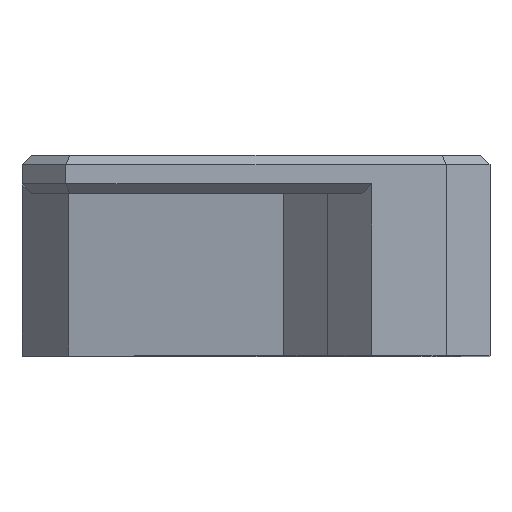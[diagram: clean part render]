
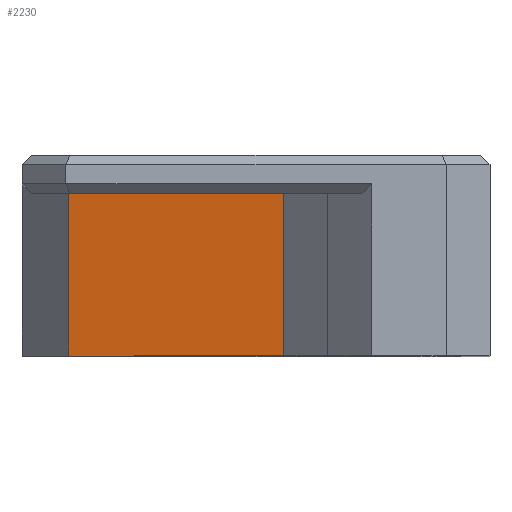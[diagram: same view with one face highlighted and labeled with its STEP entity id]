
A CAD part, top view. The second image highlights one B-rep face of the part: STEP entity #2230.
In plain terms, the highlighted planar face has unit normal (-0.179, 0, 0.984).
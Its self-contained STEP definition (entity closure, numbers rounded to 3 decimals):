
#211=FACE_OUTER_BOUND('',#336,.T.);
#336=EDGE_LOOP('',(#1838,#1839,#1840,#1841));
#578=LINE('',#3740,#828);
#580=LINE('',#3744,#830);
#581=LINE('',#3746,#831);
#582=LINE('',#3747,#832);
#828=VECTOR('',#2755,10.);
#830=VECTOR('',#2759,10.);
#831=VECTOR('',#2760,10.);
#832=VECTOR('',#2761,10.);
#1047=VERTEX_POINT('',#3737);
#1048=VERTEX_POINT('',#3739);
#1049=VERTEX_POINT('',#3743);
#1050=VERTEX_POINT('',#3745);
#1336=EDGE_CURVE('',#1047,#1048,#578,.T.);
#1338=EDGE_CURVE('',#1049,#1047,#580,.T.);
#1339=EDGE_CURVE('',#1050,#1049,#581,.T.);
#1340=EDGE_CURVE('',#1050,#1048,#582,.T.);
#1838=ORIENTED_EDGE('',*,*,#1336,.F.);
#1839=ORIENTED_EDGE('',*,*,#1338,.F.);
#1840=ORIENTED_EDGE('',*,*,#1339,.F.);
#1841=ORIENTED_EDGE('',*,*,#1340,.T.);
#2117=PLANE('',#2354);
#2230=ADVANCED_FACE('',(#211),#2117,.F.);
#2354=AXIS2_PLACEMENT_3D('',#3742,#2757,#2758);
#2755=DIRECTION('',(0.,1.,0.));
#2757=DIRECTION('center_axis',(0.179,0.,-0.984));
#2758=DIRECTION('ref_axis',(-0.984,0.,-0.179));
#2759=DIRECTION('',(-0.984,0.,-0.179));
#2760=DIRECTION('',(0.,-1.,0.));
#2761=DIRECTION('',(-0.984,0.,-0.179));
#3737=CARTESIAN_POINT('',(-557.322,390.319,686.113));
#3739=CARTESIAN_POINT('',(-557.322,407.319,686.113));
#3740=CARTESIAN_POINT('',(-557.322,390.319,686.113));
#3742=CARTESIAN_POINT('Origin',(-534.837,390.319,690.216));
#3743=CARTESIAN_POINT('',(-534.837,390.319,690.216));
#3744=CARTESIAN_POINT('',(-537.964,390.319,689.645));
#3745=CARTESIAN_POINT('',(-534.837,407.319,690.216));
#3746=CARTESIAN_POINT('',(-534.837,390.319,690.216));
#3747=CARTESIAN_POINT('',(-562.241,407.319,685.216));
